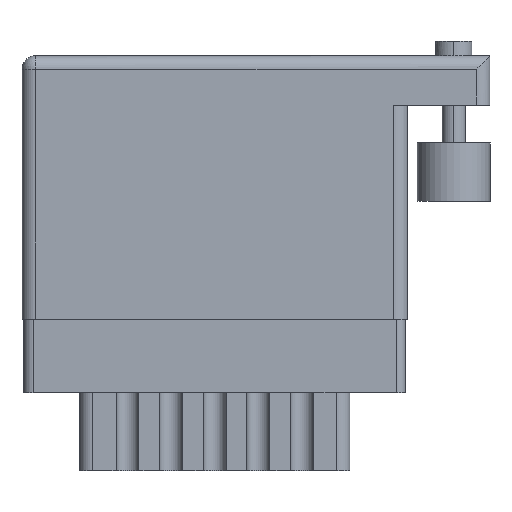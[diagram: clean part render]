
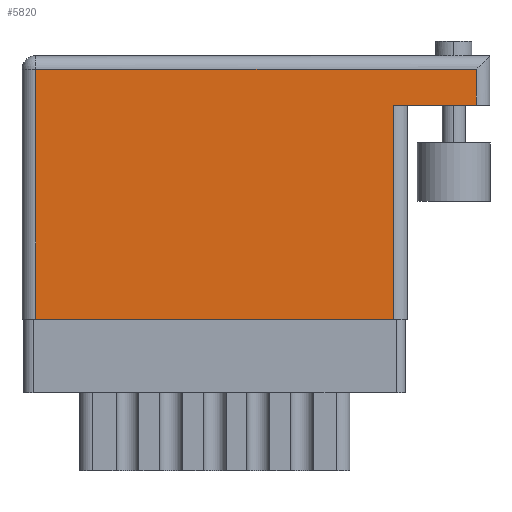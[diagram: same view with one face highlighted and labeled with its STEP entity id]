
A CAD part, front view. The second image highlights one B-rep face of the part: STEP entity #5820.
In plain terms, the highlighted face is planar.
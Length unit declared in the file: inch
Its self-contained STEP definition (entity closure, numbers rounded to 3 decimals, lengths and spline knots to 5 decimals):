
#607 = VERTEX_POINT ( 'NONE', #9123 ) ;
#878 = AXIS2_PLACEMENT_3D ( 'NONE', #15257, #9623, #6587 ) ;
#976 = DIRECTION ( 'NONE',  ( 0., 1., 0. ) ) ;
#1361 = CARTESIAN_POINT ( 'NONE',  ( 0., 0.859, 0. ) ) ;
#1449 = CARTESIAN_POINT ( 'NONE',  ( 1.278, 0.736, 0. ) ) ;
#1471 = EDGE_LOOP ( 'NONE', ( #13048, #17078, #17549, #11106, #5046, #2825 ) ) ;
#2534 = EDGE_CURVE ( 'NONE', #5673, #10437, #7539, .T. ) ;
#2729 = LINE ( 'NONE', #1361, #16859 ) ;
#2735 = VERTEX_POINT ( 'NONE', #13499 ) ;
#2825 = ORIENTED_EDGE ( 'NONE', *, *, #2902, .T. ) ;
#2902 = EDGE_CURVE ( 'NONE', #13256, #5673, #5078, .T. ) ;
#2904 = VERTEX_POINT ( 'NONE', #16229 ) ;
#3209 = CARTESIAN_POINT ( 'NONE',  ( 0.047, 0., 0. ) ) ;
#3586 = DIRECTION ( 'NONE',  ( -1., 0., 0. ) ) ;
#4295 = LINE ( 'NONE', #1449, #17639 ) ;
#4324 = VECTOR ( 'NONE', #976, 39.37008 ) ;
#4385 = DIRECTION ( 'NONE',  ( 0., 1., 0. ) ) ;
#5046 = ORIENTED_EDGE ( 'NONE', *, *, #13659, .T. ) ;
#5078 = LINE ( 'NONE', #3209, #6195 ) ;
#5391 = PLANE ( 'NONE',  #878 ) ;
#5673 = VERTEX_POINT ( 'NONE', #17217 ) ;
#5820 = ADVANCED_FACE ( 'NONE', ( #16446 ), #5391, .F. ) ;
#5904 = EDGE_CURVE ( 'NONE', #10437, #2735, #4295, .T. ) ;
#6039 = DIRECTION ( 'NONE',  ( 0., -1., 0. ) ) ;
#6195 = VECTOR ( 'NONE', #6039, 39.37008 ) ;
#6230 = CARTESIAN_POINT ( 'NONE',  ( 0., 0., 0. ) ) ;
#6401 = CARTESIAN_POINT ( 'NONE',  ( 1.278, 0., 0. ) ) ;
#6587 = DIRECTION ( 'NONE',  ( -1., 0., 0. ) ) ;
#7539 = LINE ( 'NONE', #6230, #15664 ) ;
#8871 = EDGE_CURVE ( 'NONE', #2904, #2735, #16192, .T. ) ;
#9123 = CARTESIAN_POINT ( 'NONE',  ( 1.562, 0.859, 0. ) ) ;
#9623 = DIRECTION ( 'NONE',  ( 0., 0., -1. ) ) ;
#10082 = DIRECTION ( 'NONE',  ( -1., 0., 0. ) ) ;
#10437 = VERTEX_POINT ( 'NONE', #6401 ) ;
#11106 = ORIENTED_EDGE ( 'NONE', *, *, #17585, .T. ) ;
#13048 = ORIENTED_EDGE ( 'NONE', *, *, #2534, .T. ) ;
#13256 = VERTEX_POINT ( 'NONE', #13705 ) ;
#13499 = CARTESIAN_POINT ( 'NONE',  ( 1.278, 0.736, 0. ) ) ;
#13659 = EDGE_CURVE ( 'NONE', #607, #13256, #2729, .T. ) ;
#13675 = CARTESIAN_POINT ( 'NONE',  ( 1.562, 0.906, 0. ) ) ;
#13705 = CARTESIAN_POINT ( 'NONE',  ( 0.047, 0.859, 0. ) ) ;
#15059 = LINE ( 'NONE', #13675, #4324 ) ;
#15257 = CARTESIAN_POINT ( 'NONE',  ( 0., 0.906, 0. ) ) ;
#15664 = VECTOR ( 'NONE', #15839, 39.37008 ) ;
#15676 = VECTOR ( 'NONE', #3586, 39.37008 ) ;
#15839 = DIRECTION ( 'NONE',  ( 1., 0., 0. ) ) ;
#16192 = LINE ( 'NONE', #16376, #15676 ) ;
#16229 = CARTESIAN_POINT ( 'NONE',  ( 1.562, 0.736, 0. ) ) ;
#16376 = CARTESIAN_POINT ( 'NONE',  ( 1.609, 0.736, 0. ) ) ;
#16446 = FACE_OUTER_BOUND ( 'NONE', #1471, .T. ) ;
#16859 = VECTOR ( 'NONE', #10082, 39.37008 ) ;
#17078 = ORIENTED_EDGE ( 'NONE', *, *, #5904, .T. ) ;
#17217 = CARTESIAN_POINT ( 'NONE',  ( 0.047, 0., 0. ) ) ;
#17549 = ORIENTED_EDGE ( 'NONE', *, *, #8871, .F. ) ;
#17585 = EDGE_CURVE ( 'NONE', #2904, #607, #15059, .T. ) ;
#17639 = VECTOR ( 'NONE', #4385, 39.37008 ) ;
